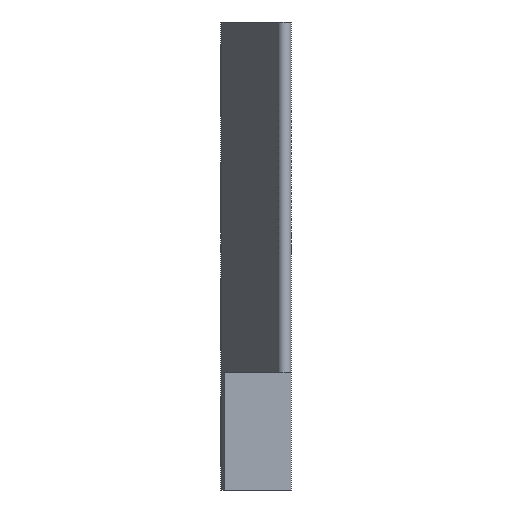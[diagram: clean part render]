
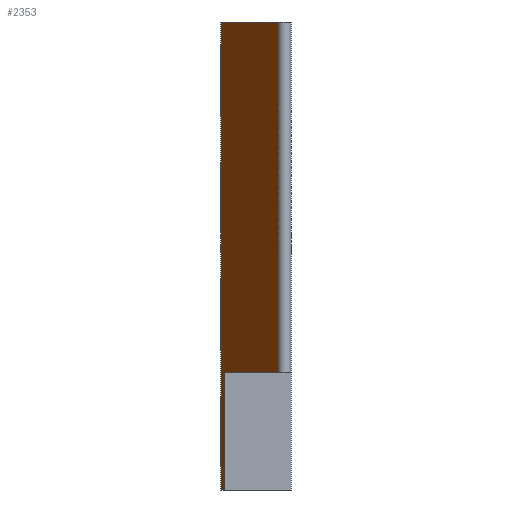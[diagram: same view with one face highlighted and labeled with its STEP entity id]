
A CAD part, left-side view. The second image highlights one B-rep face of the part: STEP entity #2353.
In plain terms, the highlighted planar face has unit normal (-0.514, 0.858, 0).
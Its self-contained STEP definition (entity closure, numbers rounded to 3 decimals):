
#79=FACE_OUTER_BOUND('',#193,.T.);
#193=EDGE_LOOP('',(#1583,#1584,#1585,#1586,#1587,#1588));
#351=LINE('',#3183,#679);
#355=LINE('',#3193,#683);
#363=LINE('',#3212,#691);
#364=LINE('',#3214,#692);
#365=LINE('',#3216,#693);
#366=LINE('',#3217,#694);
#679=VECTOR('',#2609,10.);
#683=VECTOR('',#2617,10.);
#691=VECTOR('',#2633,10.);
#692=VECTOR('',#2634,10.);
#693=VECTOR('',#2635,10.);
#694=VECTOR('',#2636,10.);
#1007=VERTEX_POINT('',#3181);
#1008=VERTEX_POINT('',#3182);
#1011=VERTEX_POINT('',#3190);
#1019=VERTEX_POINT('',#3211);
#1020=VERTEX_POINT('',#3213);
#1021=VERTEX_POINT('',#3215);
#1231=EDGE_CURVE('',#1007,#1008,#351,.T.);
#1236=EDGE_CURVE('',#1008,#1011,#355,.T.);
#1245=EDGE_CURVE('',#1011,#1019,#363,.T.);
#1246=EDGE_CURVE('',#1020,#1019,#364,.T.);
#1247=EDGE_CURVE('',#1021,#1020,#365,.T.);
#1248=EDGE_CURVE('',#1021,#1007,#366,.T.);
#1583=ORIENTED_EDGE('',*,*,#1231,.T.);
#1584=ORIENTED_EDGE('',*,*,#1236,.T.);
#1585=ORIENTED_EDGE('',*,*,#1245,.T.);
#1586=ORIENTED_EDGE('',*,*,#1246,.F.);
#1587=ORIENTED_EDGE('',*,*,#1247,.F.);
#1588=ORIENTED_EDGE('',*,*,#1248,.T.);
#2243=PLANE('',#2489);
#2353=ADVANCED_FACE('',(#79),#2243,.T.);
#2489=AXIS2_PLACEMENT_3D('',#3210,#2631,#2632);
#2609=DIRECTION('',(0.,0.,1.));
#2617=DIRECTION('',(-0.857,-0.514,0.));
#2631=DIRECTION('center_axis',(-0.514,0.857,0.));
#2632=DIRECTION('ref_axis',(-0.857,-0.514,0.));
#2633=DIRECTION('',(0.,0.,1.));
#2634=DIRECTION('',(-0.857,-0.514,0.));
#2635=DIRECTION('',(0.,0.,1.));
#2636=DIRECTION('',(-0.857,-0.514,0.));
#3181=CARTESIAN_POINT('',(4.743,2.846,0.));
#3182=CARTESIAN_POINT('',(4.743,2.846,5.));
#3183=CARTESIAN_POINT('',(4.743,2.846,2.5));
#3190=CARTESIAN_POINT('',(0.929,0.557,5.));
#3193=CARTESIAN_POINT('',(2.752,1.651,5.));
#3210=CARTESIAN_POINT('Origin',(4.929,2.957,0.));
#3211=CARTESIAN_POINT('',(0.929,0.557,20.));
#3212=CARTESIAN_POINT('',(0.929,0.557,0.));
#3213=CARTESIAN_POINT('',(4.929,2.957,20.));
#3214=CARTESIAN_POINT('',(4.929,2.957,20.));
#3215=CARTESIAN_POINT('',(4.929,2.957,0.));
#3216=CARTESIAN_POINT('',(4.929,2.957,0.));
#3217=CARTESIAN_POINT('',(4.929,2.957,0.));
